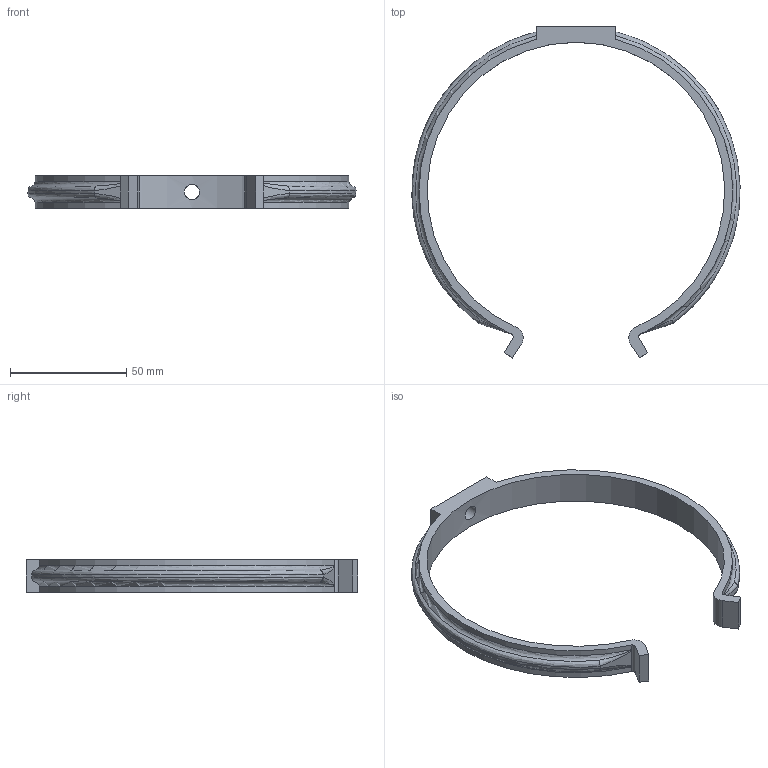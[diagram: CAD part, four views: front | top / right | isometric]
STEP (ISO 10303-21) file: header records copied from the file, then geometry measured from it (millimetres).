
FILE_DESCRIPTION(('STEP AP214'),'1');
FILE_NAME('4052010_V Rundkanalhalterung 125.STP','2025-03-03T10:58:14',(' '),(' '),'Spatial InterOp 3D',' ',' ');
FILE_SCHEMA(('AUTOMOTIVE_DESIGN { 1 0 10303 214 1 1 1 1 }'));
Length unit declared in the file: millimetre
Products named in the file (1): gerades Prisma
Bounding box: 141.15 x 142.78 x 14 mm (x, y, z)
Volume: 25892.2 mm3; surface area: 15080.4 mm2
Topology: 1 solids, 1 shells, 37 faces, 110 edges, 71 vertices
Faces by surface type: plane 13, cylinder 12, bspline 8, torus 4
Full cylindrical faces by diameter (mm): 6.5 x1
Entity records: 7597 total; most frequent: CARTESIAN_POINT 6693, ORIENTED_EDGE 208, DIRECTION 142, EDGE_CURVE 104, VERTEX_POINT 70, AXIS2_PLACEMENT_3D 49, LINE 44, VECTOR 44
